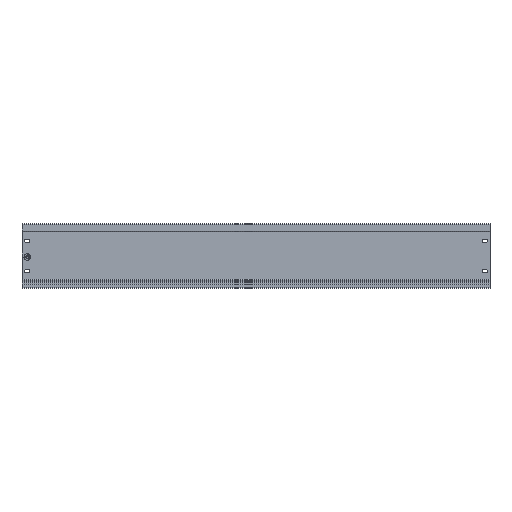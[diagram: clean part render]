
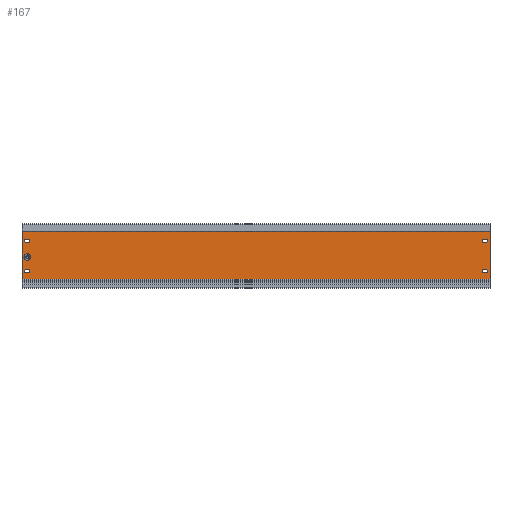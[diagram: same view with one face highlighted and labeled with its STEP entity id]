
A CAD part, top view. The second image highlights one B-rep face of the part: STEP entity #167.
In plain terms, the highlighted planar face has unit normal (0, 0, 1).
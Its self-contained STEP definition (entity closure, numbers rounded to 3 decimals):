
#167=ADVANCED_FACE('',(#347,#348,#349,#350,#351,#352),#237,.T.);
#237=PLANE('',#1579);
#300=CIRCLE('',#1570,6.25);
#301=CIRCLE('',#1571,5.1);
#302=CIRCLE('',#1572,5.1);
#303=CIRCLE('',#1573,5.1);
#304=CIRCLE('',#1574,5.1);
#305=CIRCLE('',#1575,5.1);
#306=CIRCLE('',#1576,5.1);
#307=CIRCLE('',#1577,5.1);
#308=CIRCLE('',#1578,5.1);
#347=FACE_BOUND('',#386,.T.);
#348=FACE_BOUND('',#387,.T.);
#349=FACE_BOUND('',#388,.T.);
#350=FACE_BOUND('',#389,.T.);
#351=FACE_BOUND('',#390,.T.);
#352=FACE_BOUND('',#391,.T.);
#386=EDGE_LOOP('',(#542));
#387=EDGE_LOOP('',(#543,#544,#545,#546));
#388=EDGE_LOOP('',(#547,#548,#549,#550));
#389=EDGE_LOOP('',(#551,#552,#553,#554));
#390=EDGE_LOOP('',(#555,#556,#557,#558));
#391=EDGE_LOOP('',(#559,#560,#561,#562));
#542=ORIENTED_EDGE('',*,*,#1093,.F.);
#543=ORIENTED_EDGE('',*,*,#1094,.F.);
#544=ORIENTED_EDGE('',*,*,#1095,.F.);
#545=ORIENTED_EDGE('',*,*,#1096,.F.);
#546=ORIENTED_EDGE('',*,*,#1097,.F.);
#547=ORIENTED_EDGE('',*,*,#1098,.F.);
#548=ORIENTED_EDGE('',*,*,#1099,.F.);
#549=ORIENTED_EDGE('',*,*,#1100,.F.);
#550=ORIENTED_EDGE('',*,*,#1101,.F.);
#551=ORIENTED_EDGE('',*,*,#1102,.F.);
#552=ORIENTED_EDGE('',*,*,#1103,.F.);
#553=ORIENTED_EDGE('',*,*,#1104,.F.);
#554=ORIENTED_EDGE('',*,*,#1105,.F.);
#555=ORIENTED_EDGE('',*,*,#1106,.F.);
#556=ORIENTED_EDGE('',*,*,#1107,.F.);
#557=ORIENTED_EDGE('',*,*,#1108,.F.);
#558=ORIENTED_EDGE('',*,*,#1109,.F.);
#559=ORIENTED_EDGE('',*,*,#1110,.F.);
#560=ORIENTED_EDGE('',*,*,#1092,.F.);
#561=ORIENTED_EDGE('',*,*,#1111,.T.);
#562=ORIENTED_EDGE('',*,*,#1112,.T.);
#934=VERTEX_POINT('',#2247);
#935=VERTEX_POINT('',#2249);
#936=VERTEX_POINT('',#2253);
#937=VERTEX_POINT('',#2255);
#938=VERTEX_POINT('',#2256);
#939=VERTEX_POINT('',#2258);
#940=VERTEX_POINT('',#2260);
#941=VERTEX_POINT('',#2263);
#942=VERTEX_POINT('',#2264);
#943=VERTEX_POINT('',#2266);
#944=VERTEX_POINT('',#2268);
#945=VERTEX_POINT('',#2271);
#946=VERTEX_POINT('',#2272);
#947=VERTEX_POINT('',#2274);
#948=VERTEX_POINT('',#2276);
#949=VERTEX_POINT('',#2279);
#950=VERTEX_POINT('',#2280);
#951=VERTEX_POINT('',#2282);
#952=VERTEX_POINT('',#2284);
#953=VERTEX_POINT('',#2287);
#954=VERTEX_POINT('',#2289);
#1092=EDGE_CURVE('',#935,#934,#1276,.T.);
#1093=EDGE_CURVE('',#936,#936,#300,.T.);
#1094=EDGE_CURVE('',#937,#938,#301,.T.);
#1095=EDGE_CURVE('',#939,#937,#1277,.T.);
#1096=EDGE_CURVE('',#940,#939,#302,.T.);
#1097=EDGE_CURVE('',#938,#940,#1278,.T.);
#1098=EDGE_CURVE('',#941,#942,#303,.T.);
#1099=EDGE_CURVE('',#943,#941,#1279,.T.);
#1100=EDGE_CURVE('',#944,#943,#304,.T.);
#1101=EDGE_CURVE('',#942,#944,#1280,.T.);
#1102=EDGE_CURVE('',#945,#946,#305,.T.);
#1103=EDGE_CURVE('',#947,#945,#1281,.T.);
#1104=EDGE_CURVE('',#948,#947,#306,.T.);
#1105=EDGE_CURVE('',#946,#948,#1282,.T.);
#1106=EDGE_CURVE('',#949,#950,#307,.T.);
#1107=EDGE_CURVE('',#951,#949,#1283,.T.);
#1108=EDGE_CURVE('',#952,#951,#308,.T.);
#1109=EDGE_CURVE('',#950,#952,#1284,.T.);
#1110=EDGE_CURVE('',#934,#953,#1285,.T.);
#1111=EDGE_CURVE('',#935,#954,#1286,.T.);
#1112=EDGE_CURVE('',#954,#953,#1287,.T.);
#1276=LINE('',#2250,#1422);
#1277=LINE('',#2257,#1423);
#1278=LINE('',#2261,#1424);
#1279=LINE('',#2265,#1425);
#1280=LINE('',#2269,#1426);
#1281=LINE('',#2273,#1427);
#1282=LINE('',#2277,#1428);
#1283=LINE('',#2281,#1429);
#1284=LINE('',#2285,#1430);
#1285=LINE('',#2286,#1431);
#1286=LINE('',#2288,#1432);
#1287=LINE('',#2290,#1433);
#1422=VECTOR('',#1801,1.);
#1423=VECTOR('',#1808,1.);
#1424=VECTOR('',#1811,1.);
#1425=VECTOR('',#1814,1.);
#1426=VECTOR('',#1817,1.);
#1427=VECTOR('',#1820,1.);
#1428=VECTOR('',#1823,1.);
#1429=VECTOR('',#1826,1.);
#1430=VECTOR('',#1829,1.);
#1431=VECTOR('',#1830,1.);
#1432=VECTOR('',#1831,1.);
#1433=VECTOR('',#1832,1.);
#1570=AXIS2_PLACEMENT_3D('',#2252,#1804,#1805);
#1571=AXIS2_PLACEMENT_3D('',#2254,#1806,#1807);
#1572=AXIS2_PLACEMENT_3D('',#2259,#1809,#1810);
#1573=AXIS2_PLACEMENT_3D('',#2262,#1812,#1813);
#1574=AXIS2_PLACEMENT_3D('',#2267,#1815,#1816);
#1575=AXIS2_PLACEMENT_3D('',#2270,#1818,#1819);
#1576=AXIS2_PLACEMENT_3D('',#2275,#1821,#1822);
#1577=AXIS2_PLACEMENT_3D('',#2278,#1824,#1825);
#1578=AXIS2_PLACEMENT_3D('',#2283,#1827,#1828);
#1579=AXIS2_PLACEMENT_3D('',#2291,#1833,#1834);
#1801=DIRECTION('',(1.,0.,0.));
#1804=DIRECTION('',(0.,0.,1.));
#1805=DIRECTION('',(1.,0.,0.));
#1806=DIRECTION('',(0.,0.,1.));
#1807=DIRECTION('',(1.,0.,0.));
#1808=DIRECTION('',(-1.,0.,0.));
#1809=DIRECTION('',(0.,0.,1.));
#1810=DIRECTION('',(1.,0.,0.));
#1811=DIRECTION('',(1.,0.,0.));
#1812=DIRECTION('',(0.,0.,1.));
#1813=DIRECTION('',(1.,0.,0.));
#1814=DIRECTION('',(-1.,0.,0.));
#1815=DIRECTION('',(0.,0.,1.));
#1816=DIRECTION('',(1.,0.,0.));
#1817=DIRECTION('',(1.,0.,0.));
#1818=DIRECTION('',(0.,0.,1.));
#1819=DIRECTION('',(1.,0.,0.));
#1820=DIRECTION('',(-1.,0.,0.));
#1821=DIRECTION('',(0.,0.,1.));
#1822=DIRECTION('',(1.,0.,0.));
#1823=DIRECTION('',(1.,0.,0.));
#1824=DIRECTION('',(0.,0.,1.));
#1825=DIRECTION('',(1.,0.,0.));
#1826=DIRECTION('',(-1.,0.,0.));
#1827=DIRECTION('',(0.,0.,1.));
#1828=DIRECTION('',(1.,0.,0.));
#1829=DIRECTION('',(1.,0.,0.));
#1830=DIRECTION('',(0.,-1.,0.));
#1831=DIRECTION('',(0.,-1.,0.));
#1832=DIRECTION('',(1.,0.,0.));
#1833=DIRECTION('',(0.,0.,1.));
#1834=DIRECTION('',(1.,0.,0.));
#2247=CARTESIAN_POINT('',(0.,-11.249,2.5));
#2249=CARTESIAN_POINT('',(-885.,-11.249,2.5));
#2250=CARTESIAN_POINT('',(-885.,-11.249,2.5));
#2252=CARTESIAN_POINT('',(-875.,-63.,2.5));
#2253=CARTESIAN_POINT('',(-868.75,-63.,2.5));
#2254=CARTESIAN_POINT('',(-10.,-32.425,2.5));
#2255=CARTESIAN_POINT('',(-13.801,-29.025,2.5));
#2256=CARTESIAN_POINT('',(-13.801,-35.825,2.5));
#2257=CARTESIAN_POINT('',(-885.,-29.025,2.5));
#2258=CARTESIAN_POINT('',(-6.199,-29.025,2.5));
#2259=CARTESIAN_POINT('',(-10.,-32.425,2.5));
#2260=CARTESIAN_POINT('',(-6.199,-35.825,2.5));
#2261=CARTESIAN_POINT('',(-885.,-35.825,2.5));
#2262=CARTESIAN_POINT('',(-875.,-32.425,2.5));
#2263=CARTESIAN_POINT('',(-878.801,-29.025,2.5));
#2264=CARTESIAN_POINT('',(-878.801,-35.825,2.5));
#2265=CARTESIAN_POINT('',(-885.,-29.025,2.5));
#2266=CARTESIAN_POINT('',(-871.199,-29.025,2.5));
#2267=CARTESIAN_POINT('',(-875.,-32.425,2.5));
#2268=CARTESIAN_POINT('',(-871.199,-35.825,2.5));
#2269=CARTESIAN_POINT('',(-885.,-35.825,2.5));
#2270=CARTESIAN_POINT('',(-875.,-89.575,2.5));
#2271=CARTESIAN_POINT('',(-878.801,-86.175,2.5));
#2272=CARTESIAN_POINT('',(-878.801,-92.975,2.5));
#2273=CARTESIAN_POINT('',(-885.,-86.175,2.5));
#2274=CARTESIAN_POINT('',(-871.199,-86.175,2.5));
#2275=CARTESIAN_POINT('',(-875.,-89.575,2.5));
#2276=CARTESIAN_POINT('',(-871.199,-92.975,2.5));
#2277=CARTESIAN_POINT('',(-885.,-92.975,2.5));
#2278=CARTESIAN_POINT('',(-10.,-89.575,2.5));
#2279=CARTESIAN_POINT('',(-13.801,-86.175,2.5));
#2280=CARTESIAN_POINT('',(-13.801,-92.975,2.5));
#2281=CARTESIAN_POINT('',(-885.,-86.175,2.5));
#2282=CARTESIAN_POINT('',(-6.199,-86.175,2.5));
#2283=CARTESIAN_POINT('',(-10.,-89.575,2.5));
#2284=CARTESIAN_POINT('',(-6.199,-92.975,2.5));
#2285=CARTESIAN_POINT('',(-885.,-92.975,2.5));
#2286=CARTESIAN_POINT('',(0.,-11.249,2.5));
#2287=CARTESIAN_POINT('',(0.,-105.102,2.5));
#2288=CARTESIAN_POINT('',(-885.,-11.249,2.5));
#2289=CARTESIAN_POINT('',(-885.,-105.102,2.5));
#2290=CARTESIAN_POINT('',(-885.,-105.102,2.5));
#2291=CARTESIAN_POINT('',(-885.,-11.249,2.5));
